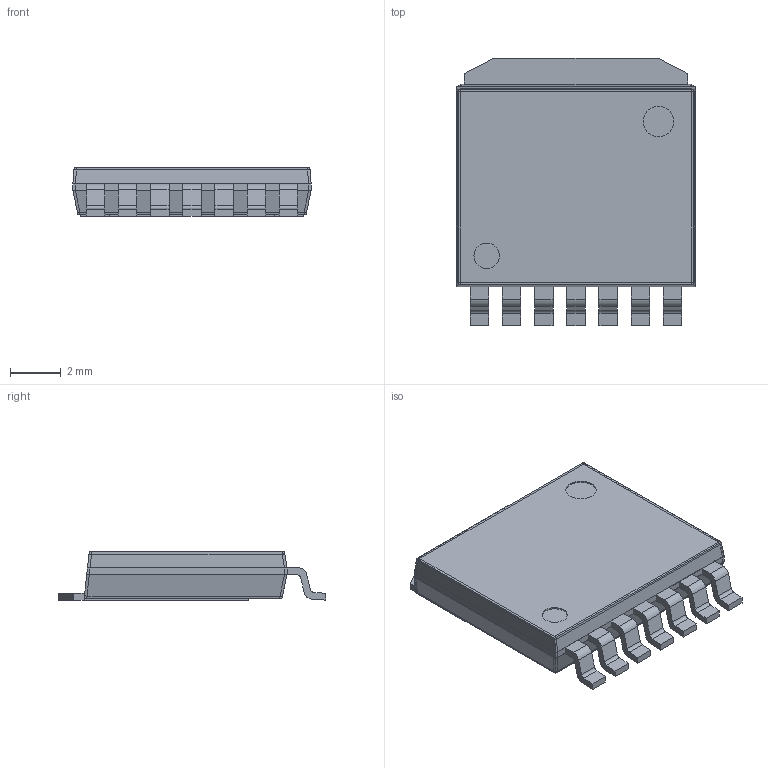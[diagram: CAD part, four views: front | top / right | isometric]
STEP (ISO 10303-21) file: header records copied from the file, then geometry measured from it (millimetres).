
FILE_DESCRIPTION(('FreeCAD Model'),'2;1');
FILE_NAME( 'BD90640HFP_C__HRP7__cp.step', '2019-02-20T15:54:23',('kicad StepUp'),('ksu MCAD'), 'Open CASCADE STEP processor 7.3','FreeCAD','Unknown');
FILE_SCHEMA(('AUTOMOTIVE_DESIGN { 1 0 10303 214 1 1 1 1 }'));
Length unit declared in the file: millimetre
Products named in the file (1): BD90640HFP_C__HRP7__cp
Bounding box: 9.39 x 10.54 x 1.91 mm (x, y, z)
Surface area: 1154.7 mm2
Topology: 14 solids, 14 shells, 193 faces, 469 edges, 300 vertices
Faces by surface type: plane 118, cylinder 41, bspline 26, sphere 8
Full cylindrical faces by diameter (mm): 1 x2, 1.2 x2
Entity records: 7285 total; most frequent: CARTESIAN_POINT 1543, ORIENTED_EDGE 922, DIRECTION 853, EDGE_CURVE 461, LINE 317, VECTOR 317, VERTEX_POINT 300, AXIS2_PLACEMENT_3D 268
